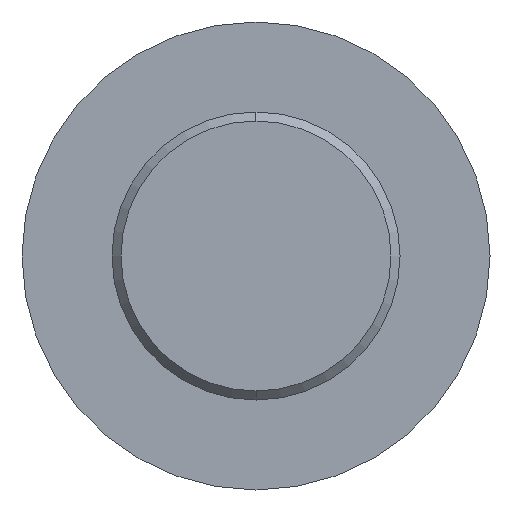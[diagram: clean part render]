
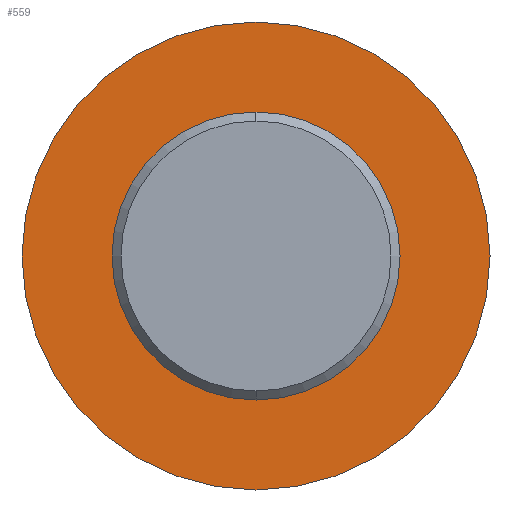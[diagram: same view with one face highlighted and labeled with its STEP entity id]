
A CAD part, front view. The second image highlights one B-rep face of the part: STEP entity #559.
In plain terms, the highlighted planar face has unit normal (0, -1, 0).
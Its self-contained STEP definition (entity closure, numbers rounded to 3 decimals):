
#12 = AXIS2_PLACEMENT_3D ( 'NONE', #371, #381, #382 ) ;
#39 = DIRECTION ( 'NONE',  ( 0., 1., 0. ) ) ;
#40 = CARTESIAN_POINT ( 'NONE',  ( 0., 0., 0. ) ) ;
#57 = CARTESIAN_POINT ( 'NONE',  ( 0., 0., 0. ) ) ;
#58 = DIRECTION ( 'NONE',  ( 0., -1., 0. ) ) ;
#60 = DIRECTION ( 'NONE',  ( 0., 0., -1. ) ) ;
#79 = DIRECTION ( 'NONE',  ( 0., 0., -1. ) ) ;
#87 = AXIS2_PLACEMENT_3D ( 'NONE', #292, #293, #294 ) ;
#89 = AXIS2_PLACEMENT_3D ( 'NONE', #284, #285, #286 ) ;
#92 = AXIS2_PLACEMENT_3D ( 'NONE', #40, #39, #79 ) ;
#97 = AXIS2_PLACEMENT_3D ( 'NONE', #57, #58, #60 ) ;
#103 = EDGE_CURVE ( 'NONE', #229, #226, #427, .T. ) ;
#112 = EDGE_CURVE ( 'NONE', #228, #239, #441, .T. ) ;
#125 = EDGE_CURVE ( 'NONE', #226, #229, #465, .T. ) ;
#127 = EDGE_CURVE ( 'NONE', #239, #228, #468, .T. ) ;
#150 = EDGE_LOOP ( 'NONE', ( #241, #240 ) ) ;
#155 = ORIENTED_EDGE ( 'NONE', *, *, #125, .T. ) ;
#226 = VERTEX_POINT ( 'NONE', #326 ) ;
#228 = VERTEX_POINT ( 'NONE', #329 ) ;
#229 = VERTEX_POINT ( 'NONE', #331 ) ;
#239 = VERTEX_POINT ( 'NONE', #335 ) ;
#240 = ORIENTED_EDGE ( 'NONE', *, *, #127, .T. ) ;
#241 = ORIENTED_EDGE ( 'NONE', *, *, #112, .T. ) ;
#248 = ORIENTED_EDGE ( 'NONE', *, *, #103, .T. ) ;
#260 = EDGE_LOOP ( 'NONE', ( #155, #248 ) ) ;
#284 = CARTESIAN_POINT ( 'NONE',  ( 0., 0., 0. ) ) ;
#285 = DIRECTION ( 'NONE',  ( 0., -1., 0. ) ) ;
#286 = DIRECTION ( 'NONE',  ( 0., 0., -1. ) ) ;
#292 = CARTESIAN_POINT ( 'NONE',  ( 0., 0., 0. ) ) ;
#293 = DIRECTION ( 'NONE',  ( 0., 1., 0. ) ) ;
#294 = DIRECTION ( 'NONE',  ( 0., 0., -1. ) ) ;
#326 = CARTESIAN_POINT ( 'NONE',  ( 0., 0., 6.5 ) ) ;
#329 = CARTESIAN_POINT ( 'NONE',  ( 0., 0., -4. ) ) ;
#331 = CARTESIAN_POINT ( 'NONE',  ( 0., 0., -6.5 ) ) ;
#335 = CARTESIAN_POINT ( 'NONE',  ( 0., 0., 4. ) ) ;
#371 = CARTESIAN_POINT ( 'NONE',  ( 0., 0., 0. ) ) ;
#379 = PLANE ( 'NONE',  #12 ) ;
#381 = DIRECTION ( 'NONE',  ( 0., 1., 0. ) ) ;
#382 = DIRECTION ( 'NONE',  ( 0., 0., -1. ) ) ;
#427 = CIRCLE ( 'NONE', #97, 6.5 ) ;
#441 = CIRCLE ( 'NONE', #92, 4. ) ;
#465 = CIRCLE ( 'NONE', #89, 6.5 ) ;
#468 = CIRCLE ( 'NONE', #87, 4. ) ;
#497 = FACE_OUTER_BOUND ( 'NONE', #260, .T. ) ;
#500 = FACE_BOUND ( 'NONE', #150, .T. ) ;
#559 = ADVANCED_FACE ( 'NONE', ( #497, #500 ), #379, .F. ) ;
